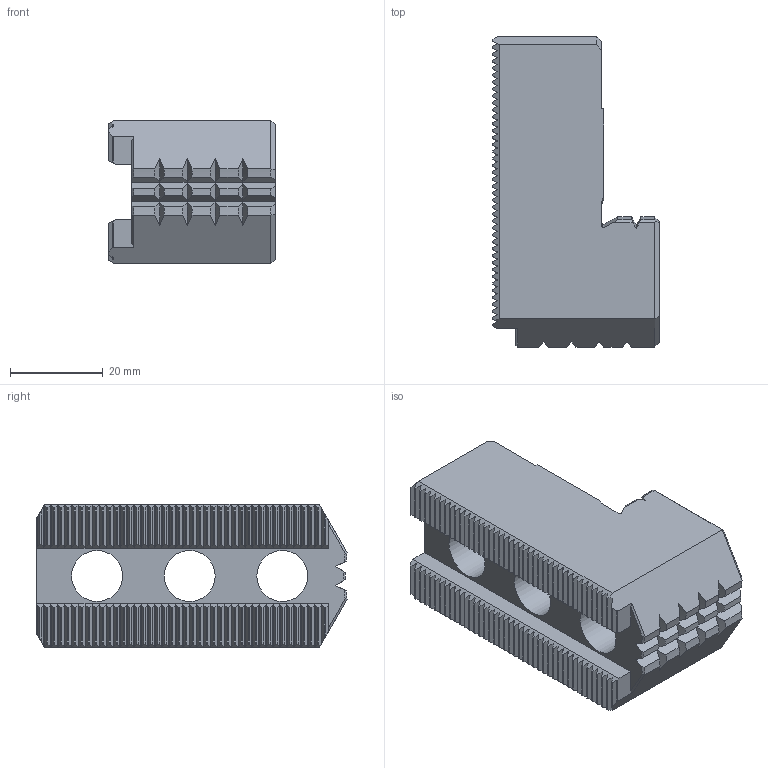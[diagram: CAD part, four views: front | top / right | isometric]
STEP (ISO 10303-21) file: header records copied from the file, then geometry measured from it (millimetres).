
FILE_DESCRIPTION (( 'STEP AP214' ), '1' );
FILE_NAME ('HB06A1-61P300440-4.STEP', '2025-09-03T00:23:22', ( '' ), ( '' ), 'SwSTEP 2.0', 'SolidWorks 2022', '' );
FILE_SCHEMA (( 'AUTOMOTIVE_DESIGN' ));
Length unit declared in the file: millimetre
Products named in the file (1): HB06A1-61P300440-4
Bounding box: 36 x 66.99 x 31 mm (x, y, z)
Volume: 39211.2 mm3; surface area: 13582.5 mm2
Topology: 1 solids, 1 shells, 475 faces, 1396 edges, 924 vertices
Faces by surface type: plane 295, cylinder 119, cone 55, torus 3, bspline 3
Full cylindrical faces by diameter (mm): 11 x3, 17 x3
Entity records: 16176 total; most frequent: CARTESIAN_POINT 4223, ORIENTED_EDGE 2766, DIRECTION 2149, EDGE_CURVE 1383, VECTOR 975, LINE 975, VERTEX_POINT 918, AXIS2_PLACEMENT_3D 587
